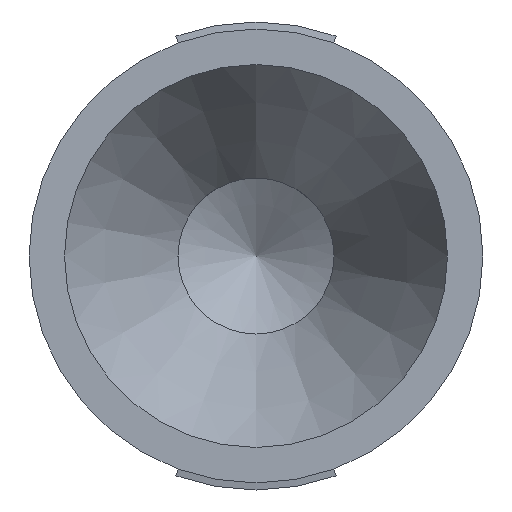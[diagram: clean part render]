
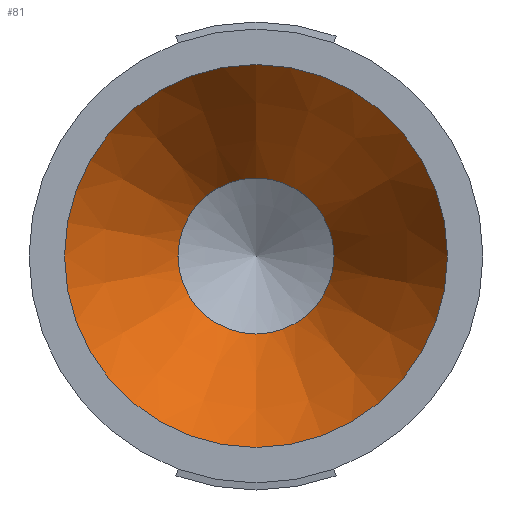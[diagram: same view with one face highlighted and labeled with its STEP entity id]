
A CAD part, left-side view. The second image highlights one B-rep face of the part: STEP entity #81.
In plain terms, the highlighted conical face has half-angle 30 degrees and reference radius 1.35 mm.
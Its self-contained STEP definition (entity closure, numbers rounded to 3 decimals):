
#49=CONICAL_SURFACE('',#532,1.35,30.);
#81=ADVANCED_FACE('',(#140,#141),#49,.F.);
#140=FACE_BOUND('',#183,.T.);
#141=FACE_BOUND('',#184,.T.);
#183=EDGE_LOOP('',(#297));
#184=EDGE_LOOP('',(#298));
#297=ORIENTED_EDGE('',*,*,#441,.T.);
#298=ORIENTED_EDGE('',*,*,#434,.F.);
#387=VERTEX_POINT('',#773);
#395=VERTEX_POINT('',#918);
#434=EDGE_CURVE('',#387,#387,#478,.T.);
#441=EDGE_CURVE('',#395,#395,#483,.T.);
#478=CIRCLE('',#518,1.35);
#483=CIRCLE('',#530,0.55);
#518=AXIS2_PLACEMENT_3D('',#772,#618,#619);
#530=AXIS2_PLACEMENT_3D('',#917,#642,#643);
#532=AXIS2_PLACEMENT_3D('',#920,#646,#647);
#618=DIRECTION('',(1.,0.,0.));
#619=DIRECTION('',(0.,0.,-1.));
#642=DIRECTION('',(1.,0.,0.));
#643=DIRECTION('',(0.,0.,-1.));
#646=DIRECTION('',(-1.,0.,0.));
#647=DIRECTION('',(0.,0.,1.));
#772=CARTESIAN_POINT('',(0.,0.,0.));
#773=CARTESIAN_POINT('',(0.,0.,-1.35));
#917=CARTESIAN_POINT('',(1.386,0.,0.));
#918=CARTESIAN_POINT('',(1.386,0.,-0.55));
#920=CARTESIAN_POINT('',(0.,0.,0.));
